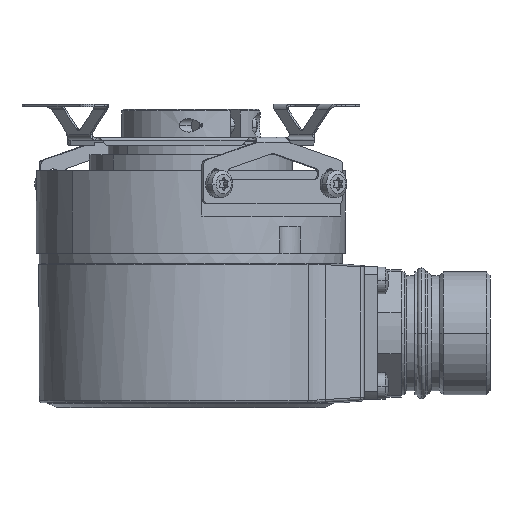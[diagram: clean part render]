
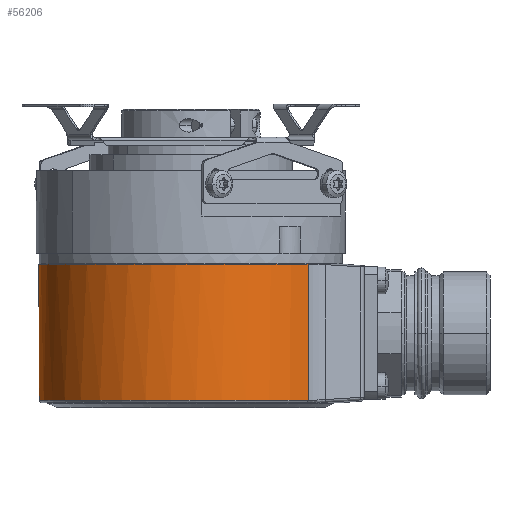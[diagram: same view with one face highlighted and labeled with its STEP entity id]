
A CAD part, left-side view. The second image highlights one B-rep face of the part: STEP entity #56206.
In plain terms, the highlighted cylindrical face has radius 28.5 mm (diameter 57 mm), a partial arc.
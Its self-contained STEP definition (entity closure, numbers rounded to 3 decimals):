
#16210=CARTESIAN_POINT('',(0.,0.,-17.542));
#16211=DIRECTION('',(0.,0.,1.));
#16212=DIRECTION('',(0.637,-0.771,0.));
#16213=AXIS2_PLACEMENT_3D('',#16210,#16211,#16212);
#16215=DIRECTION('',(0.,0.,1.));
#16216=VECTOR('',#16215,25.537);
#16217=CARTESIAN_POINT('',(18.147,-21.976,
-17.542));
#16218=LINE('',#16217,#16216);
#16219=CARTESIAN_POINT('',(0.,0.,7.996));
#16220=DIRECTION('',(0.,0.,1.));
#16221=DIRECTION('',(0.637,-0.771,0.));
#16222=AXIS2_PLACEMENT_3D('',#16219,#16220,#16221);
#16224=CARTESIAN_POINT('',(0.,0.,7.996));
#16225=DIRECTION('',(0.,0.,1.));
#16226=DIRECTION('',(0.,1.,0.));
#16227=AXIS2_PLACEMENT_3D('',#16224,#16225,#16226);
#16229=DIRECTION('',(0.,0.,-1.));
#16230=VECTOR('',#16229,25.537);
#16231=CARTESIAN_POINT('',(-18.147,-21.976,
7.996));
#16232=LINE('',#16231,#16230);
#16244=CARTESIAN_POINT('',(18.147,-21.976,
-17.542));
#16246=CARTESIAN_POINT('',(18.147,-21.976,
7.996));
#16261=CARTESIAN_POINT('',(-18.147,-21.976,
-17.542));
#16274=CARTESIAN_POINT('',(-18.147,-21.976,
7.996));
#30984=VERTEX_POINT('',#16246);
#30986=VERTEX_POINT('',#16274);
#30990=CARTESIAN_POINT('',(0.,28.5,7.996));
#30991=VERTEX_POINT('',#30990);
#31000=VERTEX_POINT('',#16244);
#31013=VERTEX_POINT('',#16261);
#56192=CARTESIAN_POINT('',(0.,0.,10.));
#56193=DIRECTION('',(0.,0.,1.));
#56194=DIRECTION('',(-1.,0.,0.));
#56195=AXIS2_PLACEMENT_3D('',#56192,#56193,#56194);
#56196=CYLINDRICAL_SURFACE('',#56195,28.5);
#56197=ORIENTED_EDGE('',*,*,#56185,.F.);
#56199=ORIENTED_EDGE('',*,*,#56198,.T.);
#56200=ORIENTED_EDGE('',*,*,#55723,.T.);
#56201=ORIENTED_EDGE('',*,*,#55791,.T.);
#56203=ORIENTED_EDGE('',*,*,#56202,.T.);
#56204=EDGE_LOOP('',(#56197,#56199,#56200,#56201,#56203));
#56205=FACE_OUTER_BOUND('',#56204,.F.);
#16214=CIRCLE('',#16213,28.5);
#16223=CIRCLE('',#16222,28.5);
#16228=CIRCLE('',#16227,28.5);
#55723=EDGE_CURVE('',#30984,#30991,#16223,.T.);
#55791=EDGE_CURVE('',#30991,#30986,#16228,.T.);
#56185=EDGE_CURVE('',#31000,#31013,#16214,.T.);
#56198=EDGE_CURVE('',#31000,#30984,#16218,.T.);
#56202=EDGE_CURVE('',#30986,#31013,#16232,.T.);
#56206=ADVANCED_FACE('',(#56205),#56196,.T.);
